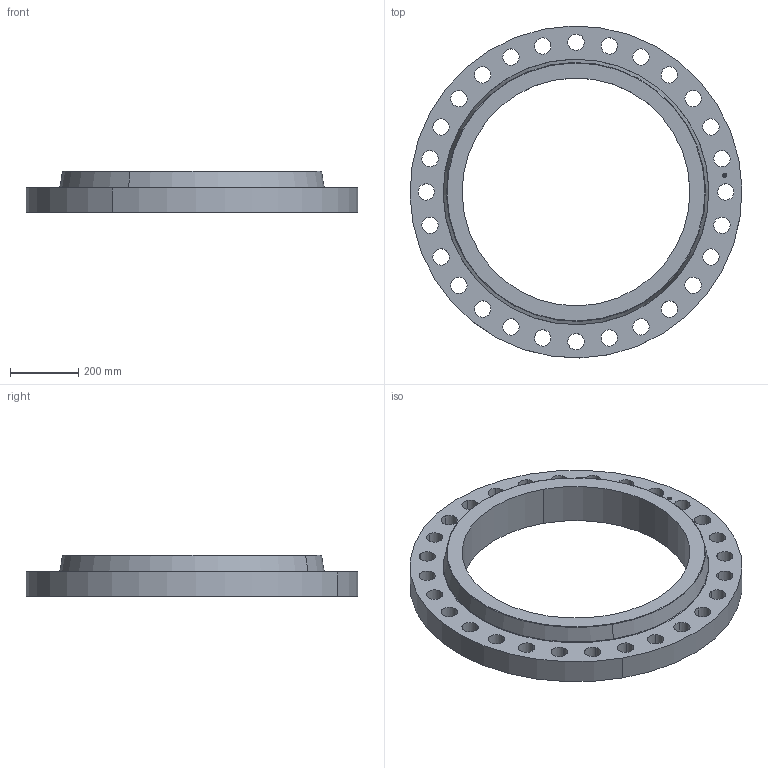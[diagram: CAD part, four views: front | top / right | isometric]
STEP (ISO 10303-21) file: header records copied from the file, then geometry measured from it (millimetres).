
FILE_DESCRIPTION(('3D STEP'),'2;1');
FILE_NAME('26-250-RF-SO-B16.1-FLANGE.stp','2013-09-09T00:12:18+00:00',('Texas Flange'),(''),'CATIA Version 5 Release 20 SP 6 (IN-10)','CATIA V5 STEP AP214','800-826-3801');
FILE_SCHEMA(('AUTOMOTIVE_DESIGN { 1 0 10303 214 1 1 1 1 }'));
Length unit declared in the file: inch
Products named in the file (1): 26-250-RF-SO-B16.1-FLANGE
Bounding box: 971.28 x 971.28 x 122.24 mm (x, y, z)
Volume: 30210418.7 mm3; surface area: 1559396.3 mm2
Topology: 1 solids, 1 shells, 457 faces, 1304 edges, 868 vertices
Faces by surface type: plane 369, cylinder 82, torus 4, cone 2
Entity records: 16999 total; most frequent: ORIENTED_EDGE 2608, CARTESIAN_POINT 2562, DIRECTION 2082, EDGE_CURVE 1304, VECTOR 1128, LINE 1128, VERTEX_POINT 868, AXIS2_PLACEMENT_3D 566
